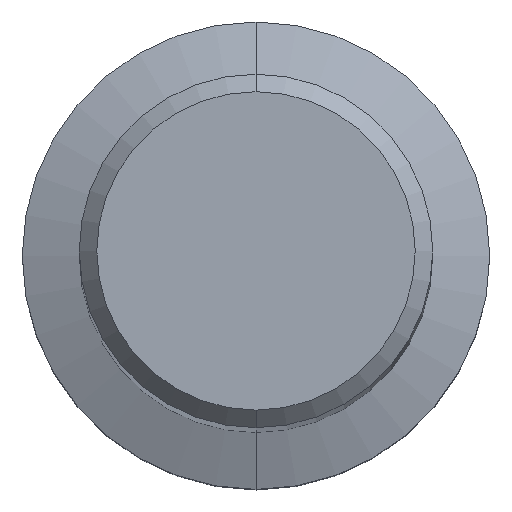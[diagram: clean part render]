
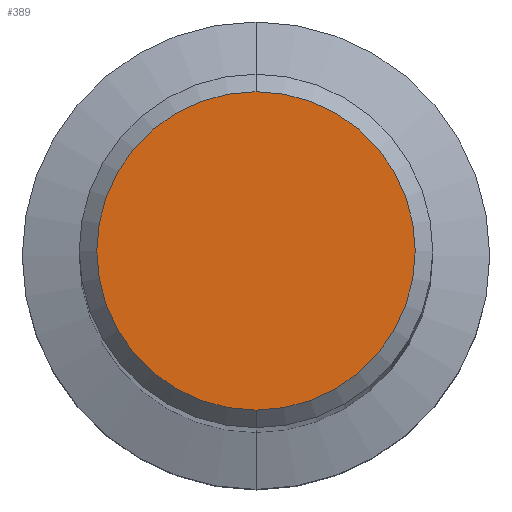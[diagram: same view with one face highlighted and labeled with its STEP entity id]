
A CAD part, top view. The second image highlights one B-rep face of the part: STEP entity #389.
In plain terms, the highlighted planar face has unit normal (0, 0, 1).
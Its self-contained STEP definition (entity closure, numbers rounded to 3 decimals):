
#285=VERTEX_POINT('',#650);
#321=EDGE_CURVE('',#489,#285,#686,.T.);
#389=ADVANCED_FACE('',(#760),#761,.T.);
#409=EDGE_CURVE('',#285,#489,#784,.T.);
#489=VERTEX_POINT('',#873);
#650=CARTESIAN_POINT('',(0.0,5.45,0.0));
#686=CIRCLE('',#1280,5.45);
#760=FACE_OUTER_BOUND('',#1382,.T.);
#761=PLANE('',#1383);
#784=CIRCLE('',#1412,5.45);
#873=CARTESIAN_POINT('',(0.,-5.45,0.0));
#1280=AXIS2_PLACEMENT_3D('',#1836,#1837,#1838);
#1382=EDGE_LOOP('',(#1914,#1915));
#1383=AXIS2_PLACEMENT_3D('',#1916,#1917,#1918);
#1412=AXIS2_PLACEMENT_3D('',#1961,#1962,#1963);
#1836=CARTESIAN_POINT('',(0.0,0.0,0.0));
#1837=DIRECTION('',(0.0,0.0,-1.0));
#1838=DIRECTION('',(0.0,1.0,0.0));
#1914=ORIENTED_EDGE('',*,*,#409,.F.);
#1915=ORIENTED_EDGE('',*,*,#321,.F.);
#1916=CARTESIAN_POINT('',(0.0,2.725,0.0));
#1917=DIRECTION('',(-0.0,0.0,1.0));
#1918=DIRECTION('',(0.0,-1.0,0.0));
#1961=CARTESIAN_POINT('',(0.0,0.0,0.0));
#1962=DIRECTION('',(0.0,0.0,-1.0));
#1963=DIRECTION('',(0.0,1.0,0.0));
